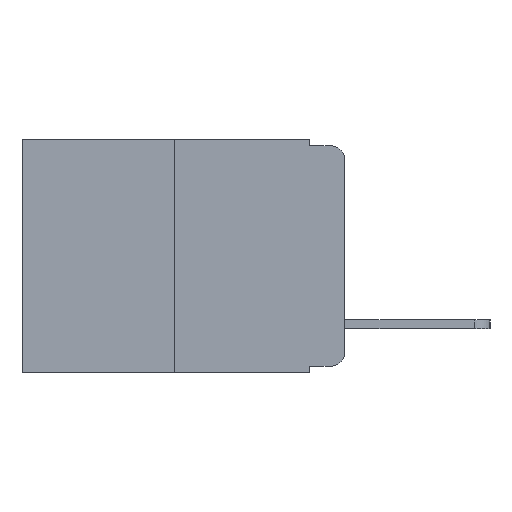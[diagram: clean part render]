
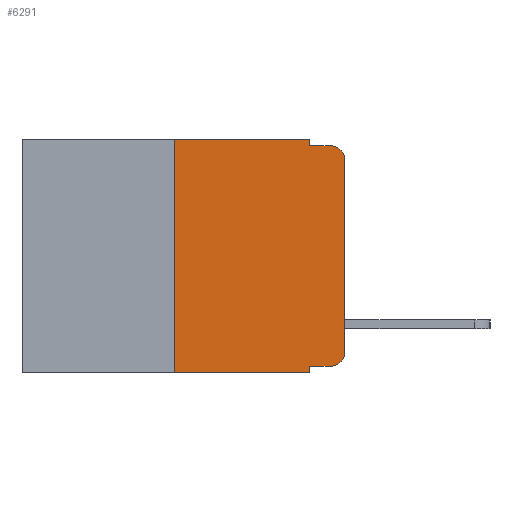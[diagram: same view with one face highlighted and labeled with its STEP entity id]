
A CAD part, left-side view. The second image highlights one B-rep face of the part: STEP entity #6291.
In plain terms, the highlighted planar face has unit normal (-1, 0, 0).
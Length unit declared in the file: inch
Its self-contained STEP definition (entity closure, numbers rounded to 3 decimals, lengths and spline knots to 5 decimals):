
#305 = CIRCLE ( 'NONE', #4453, 0.02 ) ;
#412 = EDGE_CURVE ( 'NONE', #10124, #10729, #12215, .T. ) ;
#518 = LINE ( 'NONE', #10334, #5842 ) ;
#598 = DIRECTION ( 'NONE',  ( 0., -1., 0. ) ) ;
#1136 = VERTEX_POINT ( 'NONE', #9104 ) ;
#1148 = CARTESIAN_POINT ( 'NONE',  ( 0., 0.051, 0. ) ) ;
#1176 = CARTESIAN_POINT ( 'NONE',  ( 0., 0.25, 0. ) ) ;
#1203 = ORIENTED_EDGE ( 'NONE', *, *, #9071, .T. ) ;
#1294 = PLANE ( 'NONE',  #12467 ) ;
#1372 = ORIENTED_EDGE ( 'NONE', *, *, #5857, .T. ) ;
#1400 = VECTOR ( 'NONE', #11581, 39.37008 ) ;
#1664 = VECTOR ( 'NONE', #6166, 39.37008 ) ;
#1730 = CARTESIAN_POINT ( 'NONE',  ( 0., 0.051, -0.343 ) ) ;
#1813 = ORIENTED_EDGE ( 'NONE', *, *, #4532, .F. ) ;
#1823 = ORIENTED_EDGE ( 'NONE', *, *, #3873, .F. ) ;
#1864 = EDGE_CURVE ( 'NONE', #11733, #10729, #1980, .T. ) ;
#1980 = LINE ( 'NONE', #1148, #1664 ) ;
#2075 = ORIENTED_EDGE ( 'NONE', *, *, #4977, .F. ) ;
#2121 = LINE ( 'NONE', #1176, #9606 ) ;
#2322 = ORIENTED_EDGE ( 'NONE', *, *, #2548, .F. ) ;
#2336 = ORIENTED_EDGE ( 'NONE', *, *, #412, .T. ) ;
#2346 = ORIENTED_EDGE ( 'NONE', *, *, #1864, .F. ) ;
#2377 = DIRECTION ( 'NONE',  ( 1., 0., 0. ) ) ;
#2548 = EDGE_CURVE ( 'NONE', #10124, #1136, #2121, .T. ) ;
#2667 = VERTEX_POINT ( 'NONE', #4379 ) ;
#3157 = CARTESIAN_POINT ( 'NONE',  ( 0., 0.02, -0.313 ) ) ;
#3167 = CARTESIAN_POINT ( 'NONE',  ( 0., 0.02, -0.03 ) ) ;
#3210 = CARTESIAN_POINT ( 'NONE',  ( 0., 0., -0.313 ) ) ;
#3270 = CARTESIAN_POINT ( 'NONE',  ( 0., 0.02, -0.333 ) ) ;
#3556 = CARTESIAN_POINT ( 'NONE',  ( 0., 0.051, -0.01 ) ) ;
#3596 = DIRECTION ( 'NONE',  ( 0., -1., 0. ) ) ;
#3873 = EDGE_CURVE ( 'NONE', #2667, #8833, #518, .T. ) ;
#3897 = ORIENTED_EDGE ( 'NONE', *, *, #11159, .T. ) ;
#4076 = LINE ( 'NONE', #4943, #1400 ) ;
#4141 = DIRECTION ( 'NONE',  ( 0., 0., -1. ) ) ;
#4148 = DIRECTION ( 'NONE',  ( 0., 0., -1. ) ) ;
#4234 = ORIENTED_EDGE ( 'NONE', *, *, #8668, .T. ) ;
#4379 = CARTESIAN_POINT ( 'NONE',  ( 0., 0.051, 0. ) ) ;
#4453 = AXIS2_PLACEMENT_3D ( 'NONE', #3167, #9945, #4148 ) ;
#4532 = EDGE_CURVE ( 'NONE', #8833, #5571, #4734, .T. ) ;
#4596 = CARTESIAN_POINT ( 'NONE',  ( 0., 0.473, 0. ) ) ;
#4724 = VECTOR ( 'NONE', #598, 39.37008 ) ;
#4734 = LINE ( 'NONE', #3556, #9577 ) ;
#4813 = VECTOR ( 'NONE', #6312, 39.37008 ) ;
#4943 = CARTESIAN_POINT ( 'NONE',  ( 0., 0., 0. ) ) ;
#4977 = EDGE_CURVE ( 'NONE', #1136, #2667, #7310, .T. ) ;
#5013 = VERTEX_POINT ( 'NONE', #9454 ) ;
#5357 = VERTEX_POINT ( 'NONE', #3270 ) ;
#5397 = CARTESIAN_POINT ( 'NONE',  ( 0., 0.051, -0.01 ) ) ;
#5571 = VERTEX_POINT ( 'NONE', #8562 ) ;
#5591 = DIRECTION ( 'NONE',  ( 0., 0., -1. ) ) ;
#5842 = VECTOR ( 'NONE', #5591, 39.37008 ) ;
#5857 = EDGE_CURVE ( 'NONE', #5013, #5571, #305, .T. ) ;
#6166 = DIRECTION ( 'NONE',  ( 0., 0., -1. ) ) ;
#6194 = DIRECTION ( 'NONE',  ( 0., 0., 1. ) ) ;
#6224 = CARTESIAN_POINT ( 'NONE',  ( 0., 0.051, -0.333 ) ) ;
#6291 = ADVANCED_FACE ( 'NONE', ( #10383 ), #1294, .F. ) ;
#6312 = DIRECTION ( 'NONE',  ( 0., -1., 0. ) ) ;
#7310 = LINE ( 'NONE', #4596, #4724 ) ;
#7395 = LINE ( 'NONE', #8241, #4813 ) ;
#8230 = CARTESIAN_POINT ( 'NONE',  ( 0., 0.473, 0. ) ) ;
#8241 = CARTESIAN_POINT ( 'NONE',  ( 0., 0.051, -0.333 ) ) ;
#8562 = CARTESIAN_POINT ( 'NONE',  ( 0., 0.02, -0.01 ) ) ;
#8641 = CIRCLE ( 'NONE', #12485, 0.02 ) ;
#8668 = EDGE_CURVE ( 'NONE', #5357, #11698, #8641, .T. ) ;
#8833 = VERTEX_POINT ( 'NONE', #5397 ) ;
#9071 = EDGE_CURVE ( 'NONE', #11698, #5013, #4076, .T. ) ;
#9104 = CARTESIAN_POINT ( 'NONE',  ( 0., 0.25, 0. ) ) ;
#9154 = DIRECTION ( 'NONE',  ( 0., -1., 0. ) ) ;
#9186 = DIRECTION ( 'NONE',  ( 0., 0., -1. ) ) ;
#9454 = CARTESIAN_POINT ( 'NONE',  ( 0., 0., -0.03 ) ) ;
#9577 = VECTOR ( 'NONE', #3596, 39.37008 ) ;
#9606 = VECTOR ( 'NONE', #6194, 39.37008 ) ;
#9935 = DIRECTION ( 'NONE',  ( -1., 0., 0. ) ) ;
#9945 = DIRECTION ( 'NONE',  ( -1., 0., 0. ) ) ;
#10124 = VERTEX_POINT ( 'NONE', #12135 ) ;
#10334 = CARTESIAN_POINT ( 'NONE',  ( 0., 0.051, 0. ) ) ;
#10383 = FACE_OUTER_BOUND ( 'NONE', #11752, .T. ) ;
#10729 = VERTEX_POINT ( 'NONE', #1730 ) ;
#11159 = EDGE_CURVE ( 'NONE', #11733, #5357, #7395, .T. ) ;
#11581 = DIRECTION ( 'NONE',  ( 0., 0., 1. ) ) ;
#11698 = VERTEX_POINT ( 'NONE', #3210 ) ;
#11733 = VERTEX_POINT ( 'NONE', #6224 ) ;
#11752 = EDGE_LOOP ( 'NONE', ( #1203, #1372, #1813, #1823, #2075, #2322, #2336, #2346, #3897, #4234 ) ) ;
#11922 = VECTOR ( 'NONE', #9154, 39.37008 ) ;
#11983 = CARTESIAN_POINT ( 'NONE',  ( 0., 0.473, -0.343 ) ) ;
#12135 = CARTESIAN_POINT ( 'NONE',  ( 0., 0.25, -0.343 ) ) ;
#12215 = LINE ( 'NONE', #11983, #11922 ) ;
#12467 = AXIS2_PLACEMENT_3D ( 'NONE', #8230, #2377, #9186 ) ;
#12485 = AXIS2_PLACEMENT_3D ( 'NONE', #3157, #9935, #4141 ) ;
